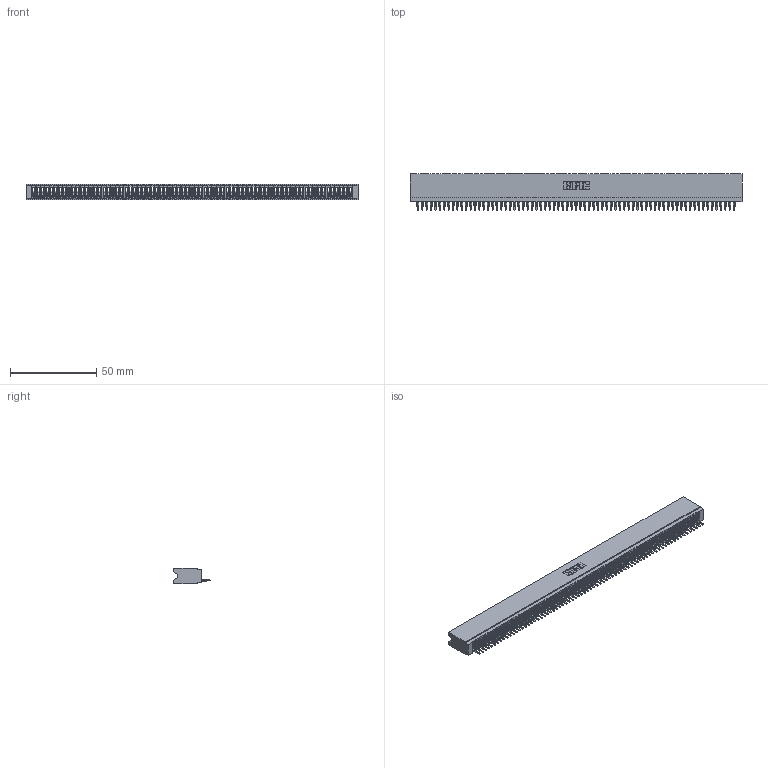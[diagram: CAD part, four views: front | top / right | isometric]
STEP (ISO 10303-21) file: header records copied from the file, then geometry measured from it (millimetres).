
FILE_DESCRIPTION (( 'STEP AP203' ), '1' );
FILE_NAME ('745-073-520-106.STEP', '2026-02-26T14:26:21', ( '' ), ( '' ), 'SwSTEP 2.0', 'SolidWorks 2023', '' );
FILE_SCHEMA (( 'CONFIG_CONTROL_DESIGN' ));
Length unit declared in the file: millimetre
Products named in the file (3): 745-073-520-106; 745-292-001_520; 745 Part_Insulator Option - 06
Assembly tree (74 placements, depth 2):
  745-073-520-106
    745 Part_Insulator Option - 06
    745-292-001_520  x73
Bounding box: 192.02 x 21.22 x 8.89 mm (x, y, z)
Volume: 16307.1 mm3; surface area: 30594.4 mm2
Topology: 74 solids, 74 shells, 8272 faces, 22744 edges, 14334 vertices
Faces by surface type: plane 4947, bspline 1460, cylinder 1427, torus 438
Entity records: 116349 total; most frequent: CARTESIAN_POINT 21005, ORIENTED_EDGE 20576, DIRECTION 17802, EDGE_CURVE 10288, LINE 9668, VECTOR 9668, VERTEX_POINT 6558, AXIS2_PLACEMENT_3D 4067
